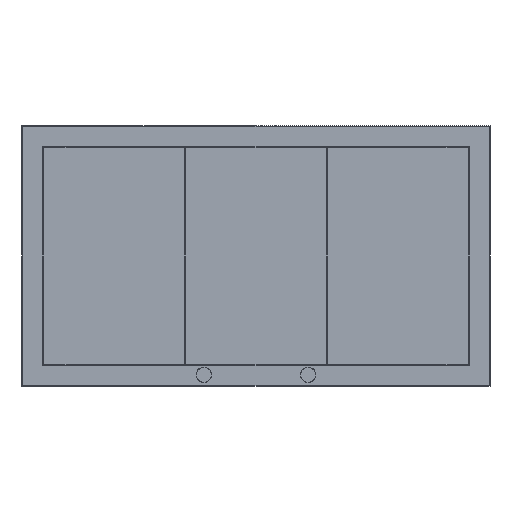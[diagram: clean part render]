
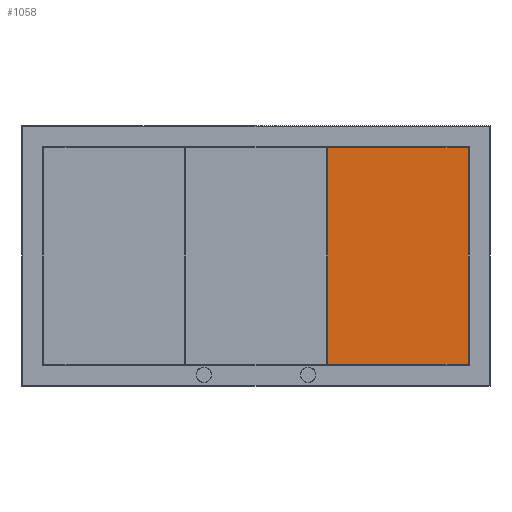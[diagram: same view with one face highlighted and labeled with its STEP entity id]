
A CAD part, front view. The second image highlights one B-rep face of the part: STEP entity #1058.
In plain terms, the highlighted planar face has unit normal (0, -1, 0).
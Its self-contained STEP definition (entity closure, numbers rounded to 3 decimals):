
#979=DIRECTION('',(0.,0.,-1.));
#980=VECTOR('',#979,416.);
#981=CARTESIAN_POINT('',(407.,0.,208.));
#982=LINE('',#981,#980);
#983=DIRECTION('',(-1.,0.,0.));
#984=VECTOR('',#983,270.);
#985=CARTESIAN_POINT('',(407.,0.,-208.));
#986=LINE('',#985,#984);
#987=DIRECTION('',(0.,0.,1.));
#988=VECTOR('',#987,416.);
#989=CARTESIAN_POINT('',(137.,0.,-208.));
#990=LINE('',#989,#988);
#991=DIRECTION('',(1.,0.,0.));
#992=VECTOR('',#991,270.);
#993=CARTESIAN_POINT('',(137.,0.,208.));
#994=LINE('',#993,#992);
#1027=CARTESIAN_POINT('',(407.,0.,208.));
#1028=CARTESIAN_POINT('',(407.,0.,-208.));
#1029=VERTEX_POINT('',#1027);
#1030=VERTEX_POINT('',#1028);
#1031=CARTESIAN_POINT('',(137.,0.,208.));
#1032=VERTEX_POINT('',#1031);
#1039=CARTESIAN_POINT('',(137.,0.,-208.));
#1040=VERTEX_POINT('',#1039);
#1043=CARTESIAN_POINT('',(0.,0.,0.));
#1044=DIRECTION('',(0.,1.,0.));
#1045=DIRECTION('',(0.,0.,1.));
#1046=AXIS2_PLACEMENT_3D('',#1043,#1044,#1045);
#1047=PLANE('',#1046);
#1049=ORIENTED_EDGE('',*,*,#1048,.T.);
#1051=ORIENTED_EDGE('',*,*,#1050,.T.);
#1053=ORIENTED_EDGE('',*,*,#1052,.T.);
#1055=ORIENTED_EDGE('',*,*,#1054,.T.);
#1056=EDGE_LOOP('',(#1049,#1051,#1053,#1055));
#1057=FACE_OUTER_BOUND('',#1056,.F.);
#1058=ADVANCED_FACE('',(#1057),#1047,.F.);
#1048=EDGE_CURVE('',#1029,#1030,#982,.T.);
#1050=EDGE_CURVE('',#1030,#1040,#986,.T.);
#1052=EDGE_CURVE('',#1040,#1032,#990,.T.);
#1054=EDGE_CURVE('',#1032,#1029,#994,.T.);
